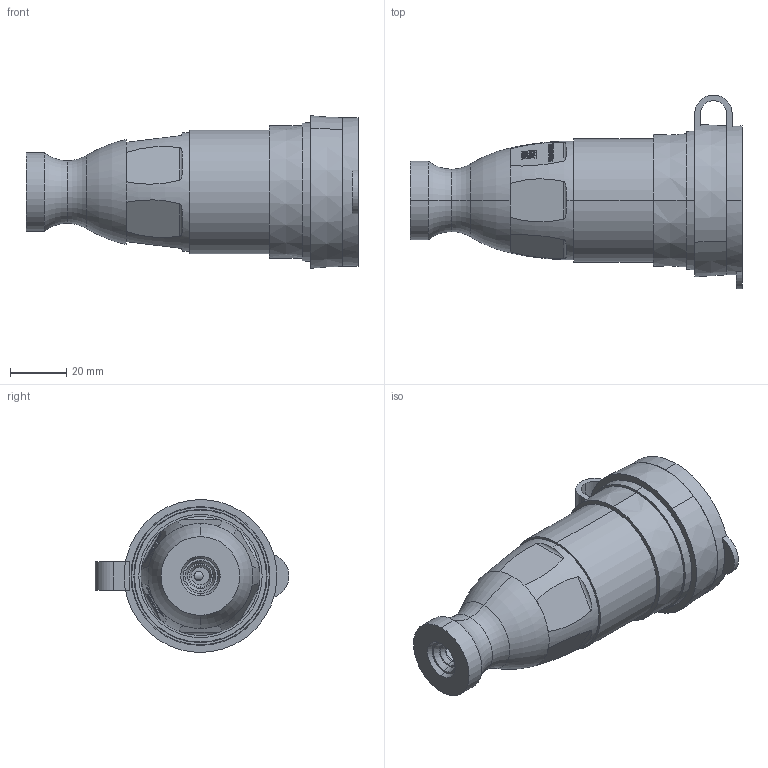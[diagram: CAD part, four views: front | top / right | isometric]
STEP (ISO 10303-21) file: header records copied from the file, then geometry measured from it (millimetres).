
FILE_DESCRIPTION (( 'STEP AP214' ), '1' );
FILE_NAME ('PKR21-016-2-K02 ÐÁï13-1-0ì Ðîçåòêà ñ çàùèòíîé êðûøêîé ïåðåíîñíàÿ ÎÌÅÃÀ IP44.STEP', '2017-01-13T12:22:21', ( '' ), ( '' ), 'SwSTEP 2.0', 'SolidWorks 2014', '' );
FILE_SCHEMA (( 'AUTOMOTIVE_DESIGN' ));
Length unit declared in the file: millimetre
Products named in the file (1): PKR21-016-2-K02 ÐÁï13-1-0ì Ðîçåòêà ñ çàùèòíîé êðûøêîé ïåðåíîñíàÿ ÎÌÅÃÀ IP44
Bounding box: 118.15 x 69 x 54.32 mm (x, y, z)
Volume: 55918.9 mm3; surface area: 50756.2 mm2
Topology: 8 solids, 8 shells, 1155 faces, 2996 edges, 1940 vertices
Faces by surface type: plane 726, bspline 186, cylinder 140, cone 81, torus 22
Entity records: 57635 total; most frequent: CARTESIAN_POINT 17613, ORIENTED_EDGE 5976, DIRECTION 4946, EDGE_CURVE 2988, LINE 2062, VECTOR 2062, VERTEX_POINT 1940, AXIS2_PLACEMENT_3D 1442
